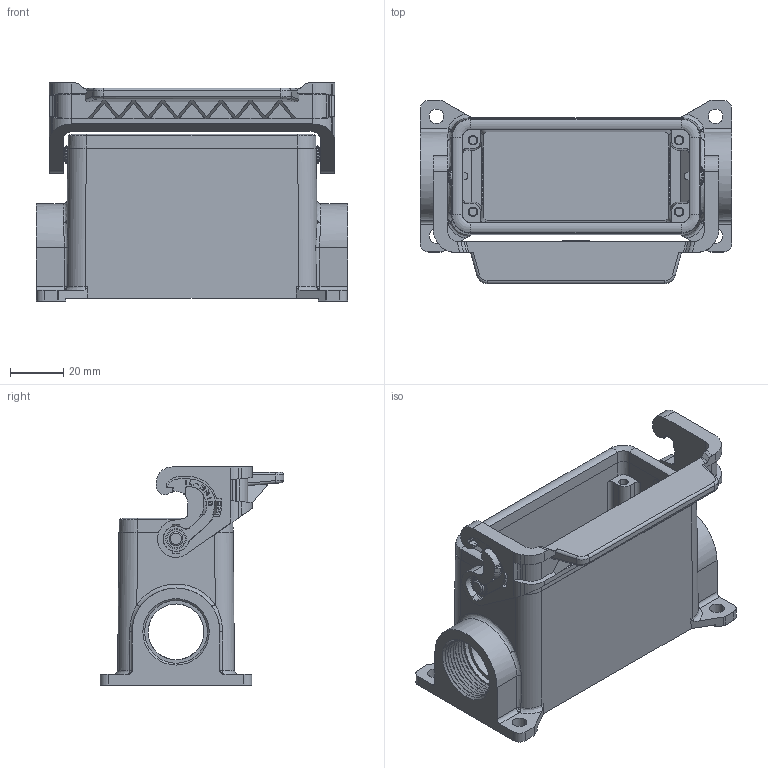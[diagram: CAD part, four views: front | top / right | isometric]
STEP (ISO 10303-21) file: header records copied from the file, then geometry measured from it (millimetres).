
FILE_DESCRIPTION(('Creo Elements/Direct Modeling STEP Export'),'2;1');
FILE_NAME('37jbk2e5ph56j093060','2023-03-02T10:26:24',(''),(''),'Creo Elements/Direct Modeling STEP processor for AP214 (Solid Model)','Creo Elements/Direct Modeling 20.1B 02-Apr-2019 (C) Parametric Technology GmbH','');
FILE_SCHEMA(('AUTOMOTIVE_DESIGN { 1 0 10303 214 1 1 1 1 }'));
Length unit declared in the file: millimetre
Products named in the file (2): MLP 16 L225
Assembly tree (1 placements, depth 2):
  MLP 16 L225
    MLP 16 L225
Bounding box: 117 x 69 x 82 mm (x, y, z)
Volume: 110867.9 mm3; surface area: 60267.9 mm2
Topology: 1 solids, 1 shells, 1108 faces, 2941 edges, 1890 vertices
Faces by surface type: plane 637, cylinder 295, cone 94, torus 46, bspline 36
Entity records: 49344 total; most frequent: CARTESIAN_POINT 13484, ORIENTED_EDGE 5882, DIRECTION 5280, EDGE_CURVE 2941, VECTOR 2012, LINE 2012, VERTEX_POINT 1890, AXIS2_PLACEMENT_3D 1634
